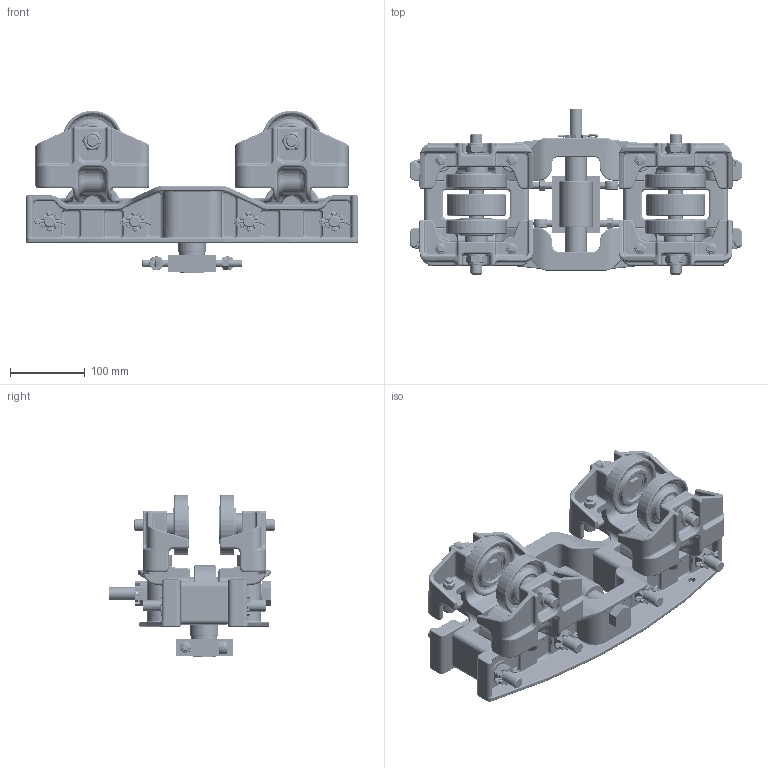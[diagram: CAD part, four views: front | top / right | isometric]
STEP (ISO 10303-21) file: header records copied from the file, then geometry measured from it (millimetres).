
FILE_DESCRIPTION((''),'2;1');
FILE_NAME('22574 465A MBC-500-3-325 ET WITH KU.stp','2011-03-07T15:38:41',('jholman'),(''),'Autodesk Inventor 2009','Autodesk Inventor 2009','');
FILE_SCHEMA(('AUTOMOTIVE_DESIGN { 1 0 10303 214 1 1 1 1 }'));
Length unit declared in the file: inch
Products named in the file (43): 22574; 3D11D4B4C; 3D11KUC4C; 3D11E5B4B; ANSI/AFBMA 21.1 NT - Thrust Needle Roller And Cage Assembly (Inch) 20NT01; 3D11T2B4A; 3D11S3B4B; 3D11G3B4A; 3D11D9B4B; 59965; 3D114FD4B; Hex Nut - UNC (Regular Thread - Inch) 3/8 - 16; 3D11S7B4B; 3D11A3B4B; 3D11F3B4A; 3D11W2B4A; 3D11W4B4B; 3D1124B4A; 3D11X2B4A; 3D11GHB4D; 3D11Q5B4D; 30080; 3D11D7G4C; 3D11C7B4C; 3D11A6B4A; 3D11E7G4B; 3D11I6B4A; 3D113HB4C; 3D1167B4C; 3D11W6B4B; 3D11K7B4B; 3D11Q6B4B; 3D1144G4A; 3D1134G4A; 3D112HB4B; 3D11X6B4A; 3D1153B4A; Hex Bolt - UNC (Regular Thread - Inch) 3/8-16 UNC - 1.75; Pin - Cotter - Extended Prong Square Cut Type (Inch) SAE J487a 5/32 x 1 1/4  Extended Prong Square Cut Type; Hex Cap Screw - Inch 5/8-11 UNC - 5_1 ...
Assembly tree (79 placements, depth 4):
  22574
    3D11D4B4C  x2
    3D11KUC4C
      3D11E5B4B
      ANSI/AFBMA 21.1 NT - Thrust Needle Roller And Cage Assembly (Inch) 20NT01  x2
      3D11T2B4A
      3D11S3B4B
      3D11G3B4A
      3D11D9B4B  x4
      59965
      3D114FD4B  x2
      Hex Nut - UNC (Regular Thread - Inch) 3/8 - 16  x2
    3D11S7B4B
    3D11A3B4B
    3D11F3B4A
    3D11W2B4A
    3D11W4B4B  x4
    3D1124B4A  x4
    3D11X2B4A  x4
    3D11GHB4D  x2
      3D11Q5B4D
      30080
        3D11D7G4C
        3D11C7B4C  x2
        3D11A6B4A
        3D11E7G4B
        3D11I6B4A  x4
      3D113HB4C
        3D1167B4C
        3D11A6B4A
        3D11W6B4B
        3D11K7B4B
        3D11Q6B4B
      3D1144G4A
      3D1134G4A
      3D112HB4B
        3D11X6B4A
        3D1153B4A  x2
        Hex Bolt - UNC (Regular Thread - Inch) 3/8-16 UNC - 1.75
      Hex Nut - UNC (Regular Thread - Inch) 3/8 - 16
      Pin - Cotter - Extended Prong Square Cut Type (Inch) SAE J487a 5/32 x 1 1/4  Extended Prong Square Cut Type
      Hex Cap Screw - Inch 5/8-11 UNC - 5_1
      Slotted Hex Nut - Inch 5/8 - 11
      Type A - Plain Washer (Inch) 5/8 - narrow - Type A
      Hex Cap Screw - Inch 5/8-11 UNC - 5
Bounding box: 444.51 x 221.18 x 217.83 mm (x, y, z)
Volume: 3752094.6 mm3; surface area: 1012722.8 mm2
Topology: 171 solids, 171 shells, 6230 faces, 14480 edges, 8363 vertices
Faces by surface type: cylinder 1950, plane 1488, bspline 1350, torus 691, cone 411, sphere 340
Full cylindrical faces by diameter (mm): 2 x32, 6.35 x2, 9.525 x10, 9.855 x8, 13.386 x4, 14.288 x8, 15.862 x4, 15.875 x4, 16.612 x4, 16.662 x4, 16.98 x4, 17.374 x4, 17.882 x12, 18.009 x1, 19.05 x15, 20 x2, 21.431 x4, 22.606 x4, 23.114 x4, 25.4 x5, 33.325 x4, 34.925 x4, 35.001 x2, 36.576 x2, 38.1 x1, 40.005 x4, 40.056 x2, 40.513 x2, 42.443 x2, 44.45 x1
Entity records: 66135 total; most frequent: CARTESIAN_POINT 25725, DIRECTION 8352, ORIENTED_EDGE 7868, EDGE_CURVE 3934, AXIS2_PLACEMENT_3D 3440, VERTEX_POINT 2417, EDGE_LOOP 2047, CIRCLE 1831
